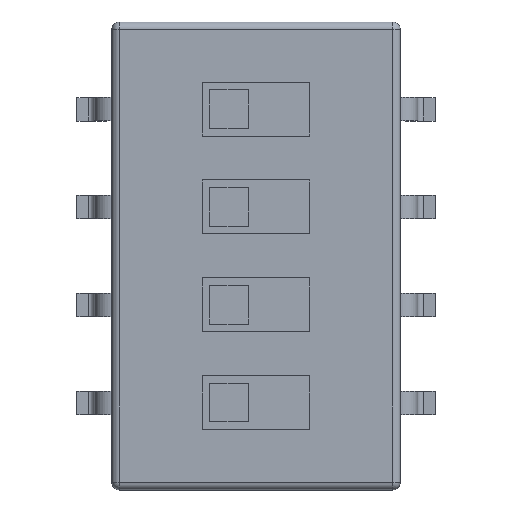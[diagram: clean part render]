
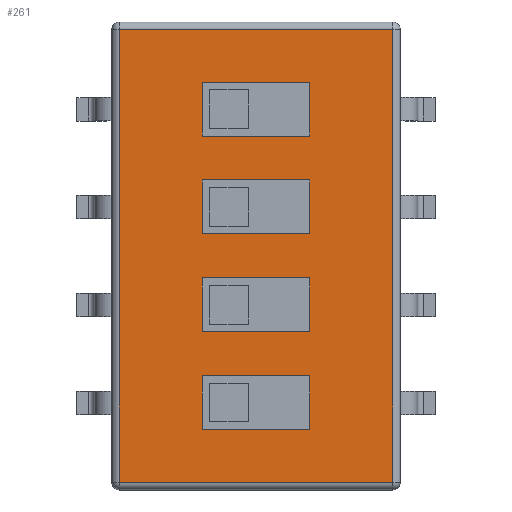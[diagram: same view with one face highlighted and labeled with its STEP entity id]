
A CAD part, top view. The second image highlights one B-rep face of the part: STEP entity #261.
In plain terms, the highlighted planar face has unit normal (0, 0, 1).
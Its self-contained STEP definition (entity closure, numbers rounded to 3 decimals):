
#13=DIRECTION('',(0.,0.,1.));
#14=DIRECTION('',(1.,0.,0.));
#79=VECTOR('',#80,1.);
#80=DIRECTION('',(0.,1.,0.));
#104=DIRECTION('',(-1.,0.,0.));
#147=VERTEX_POINT('',#148);
#148=CARTESIAN_POINT('',(-3.545,-5.87,4.45));
#153=EDGE_CURVE('',#147,#154,#156,.T.);
#154=VERTEX_POINT('',#155);
#155=CARTESIAN_POINT('',(-3.545,5.87,4.45));
#156=LINE('',#157,#79);
#157=CARTESIAN_POINT('',(-3.545,-6.07,4.45));
#217=VECTOR('',#14,1.);
#261=ADVANCED_FACE('',(#262,#281,#308,#334,#360),#386,.T.);
#262=FACE_BOUND('',#263,.T.);
#263=EDGE_LOOP('',(#264,#265,#271,#277));
#264=ORIENTED_EDGE('',*,*,#153,.F.);
#265=ORIENTED_EDGE('',*,*,#266,.T.);
#266=EDGE_CURVE('',#147,#267,#269,.T.);
#267=VERTEX_POINT('',#268);
#268=CARTESIAN_POINT('',(3.545,-5.87,4.45));
#269=LINE('',#270,#217);
#270=CARTESIAN_POINT('',(-3.745,-5.87,4.45));
#271=ORIENTED_EDGE('',*,*,#272,.T.);
#272=EDGE_CURVE('',#267,#273,#275,.T.);
#273=VERTEX_POINT('',#274);
#274=CARTESIAN_POINT('',(3.545,5.87,4.45));
#275=LINE('',#276,#79);
#276=CARTESIAN_POINT('',(3.545,-6.07,4.45));
#277=ORIENTED_EDGE('',*,*,#278,.F.);
#278=EDGE_CURVE('',#154,#273,#279,.T.);
#279=LINE('',#280,#217);
#280=CARTESIAN_POINT('',(-3.745,5.87,4.45));
#281=FACE_BOUND('',#282,.T.);
#282=EDGE_LOOP('',(#283,#292,#298,#304));
#283=ORIENTED_EDGE('',*,*,#284,.T.);
#284=EDGE_CURVE('',#285,#287,#289,.T.);
#285=VERTEX_POINT('',#286);
#286=CARTESIAN_POINT('',(1.4,-4.51,4.45));
#287=VERTEX_POINT('',#288);
#288=CARTESIAN_POINT('',(-1.4,-4.51,4.45));
#289=LINE('',#290,#291);
#290=CARTESIAN_POINT('',(-2.573,-4.51,4.45));
#291=VECTOR('',#104,1.);
#292=ORIENTED_EDGE('',*,*,#293,.T.);
#293=EDGE_CURVE('',#287,#294,#296,.T.);
#294=VERTEX_POINT('',#295);
#295=CARTESIAN_POINT('',(-1.4,-3.11,4.45));
#296=LINE('',#297,#79);
#297=CARTESIAN_POINT('',(-1.4,-5.29,4.45));
#298=ORIENTED_EDGE('',*,*,#299,.F.);
#299=EDGE_CURVE('',#300,#294,#302,.T.);
#300=VERTEX_POINT('',#301);
#301=CARTESIAN_POINT('',(1.4,-3.11,4.45));
#302=LINE('',#303,#291);
#303=CARTESIAN_POINT('',(-2.573,-3.11,4.45));
#304=ORIENTED_EDGE('',*,*,#305,.F.);
#305=EDGE_CURVE('',#285,#300,#306,.T.);
#306=LINE('',#307,#79);
#307=CARTESIAN_POINT('',(1.4,-5.29,4.45));
#308=FACE_BOUND('',#309,.T.);
#309=EDGE_LOOP('',(#310,#318,#324,#330));
#310=ORIENTED_EDGE('',*,*,#311,.T.);
#311=EDGE_CURVE('',#312,#314,#316,.T.);
#312=VERTEX_POINT('',#313);
#313=CARTESIAN_POINT('',(1.4,-1.97,4.45));
#314=VERTEX_POINT('',#315);
#315=CARTESIAN_POINT('',(-1.4,-1.97,4.45));
#316=LINE('',#317,#291);
#317=CARTESIAN_POINT('',(-2.573,-1.97,4.45));
#318=ORIENTED_EDGE('',*,*,#319,.T.);
#319=EDGE_CURVE('',#314,#320,#322,.T.);
#320=VERTEX_POINT('',#321);
#321=CARTESIAN_POINT('',(-1.4,-0.57,4.45));
#322=LINE('',#323,#79);
#323=CARTESIAN_POINT('',(-1.4,-4.02,4.45));
#324=ORIENTED_EDGE('',*,*,#325,.F.);
#325=EDGE_CURVE('',#326,#320,#328,.T.);
#326=VERTEX_POINT('',#327);
#327=CARTESIAN_POINT('',(1.4,-0.57,4.45));
#328=LINE('',#329,#291);
#329=CARTESIAN_POINT('',(-2.573,-0.57,4.45));
#330=ORIENTED_EDGE('',*,*,#331,.F.);
#331=EDGE_CURVE('',#312,#326,#332,.T.);
#332=LINE('',#333,#79);
#333=CARTESIAN_POINT('',(1.4,-4.02,4.45));
#334=FACE_BOUND('',#335,.T.);
#335=EDGE_LOOP('',(#336,#344,#350,#356));
#336=ORIENTED_EDGE('',*,*,#337,.T.);
#337=EDGE_CURVE('',#338,#340,#342,.T.);
#338=VERTEX_POINT('',#339);
#339=CARTESIAN_POINT('',(1.4,0.57,4.45));
#340=VERTEX_POINT('',#341);
#341=CARTESIAN_POINT('',(-1.4,0.57,4.45));
#342=LINE('',#343,#291);
#343=CARTESIAN_POINT('',(-2.573,0.57,4.45));
#344=ORIENTED_EDGE('',*,*,#345,.T.);
#345=EDGE_CURVE('',#340,#346,#348,.T.);
#346=VERTEX_POINT('',#347);
#347=CARTESIAN_POINT('',(-1.4,1.97,4.45));
#348=LINE('',#349,#79);
#349=CARTESIAN_POINT('',(-1.4,-2.75,4.45));
#350=ORIENTED_EDGE('',*,*,#351,.F.);
#351=EDGE_CURVE('',#352,#346,#354,.T.);
#352=VERTEX_POINT('',#353);
#353=CARTESIAN_POINT('',(1.4,1.97,4.45));
#354=LINE('',#355,#291);
#355=CARTESIAN_POINT('',(-2.573,1.97,4.45));
#356=ORIENTED_EDGE('',*,*,#357,.F.);
#357=EDGE_CURVE('',#338,#352,#358,.T.);
#358=LINE('',#359,#79);
#359=CARTESIAN_POINT('',(1.4,-2.75,4.45));
#360=FACE_BOUND('',#361,.T.);
#361=EDGE_LOOP('',(#362,#370,#376,#382));
#362=ORIENTED_EDGE('',*,*,#363,.T.);
#363=EDGE_CURVE('',#364,#366,#368,.T.);
#364=VERTEX_POINT('',#365);
#365=CARTESIAN_POINT('',(1.4,3.11,4.45));
#366=VERTEX_POINT('',#367);
#367=CARTESIAN_POINT('',(-1.4,3.11,4.45));
#368=LINE('',#369,#291);
#369=CARTESIAN_POINT('',(-2.573,3.11,4.45));
#370=ORIENTED_EDGE('',*,*,#371,.T.);
#371=EDGE_CURVE('',#366,#372,#374,.T.);
#372=VERTEX_POINT('',#373);
#373=CARTESIAN_POINT('',(-1.4,4.51,4.45));
#374=LINE('',#375,#79);
#375=CARTESIAN_POINT('',(-1.4,-1.48,4.45));
#376=ORIENTED_EDGE('',*,*,#377,.F.);
#377=EDGE_CURVE('',#378,#372,#380,.T.);
#378=VERTEX_POINT('',#379);
#379=CARTESIAN_POINT('',(1.4,4.51,4.45));
#380=LINE('',#381,#291);
#381=CARTESIAN_POINT('',(-2.573,4.51,4.45));
#382=ORIENTED_EDGE('',*,*,#383,.F.);
#383=EDGE_CURVE('',#364,#378,#384,.T.);
#384=LINE('',#385,#79);
#385=CARTESIAN_POINT('',(1.4,-1.48,4.45));
#386=PLANE('',#387);
#387=AXIS2_PLACEMENT_3D('',#388,#13,#14);
#388=CARTESIAN_POINT('',(-3.745,-6.07,4.45));
